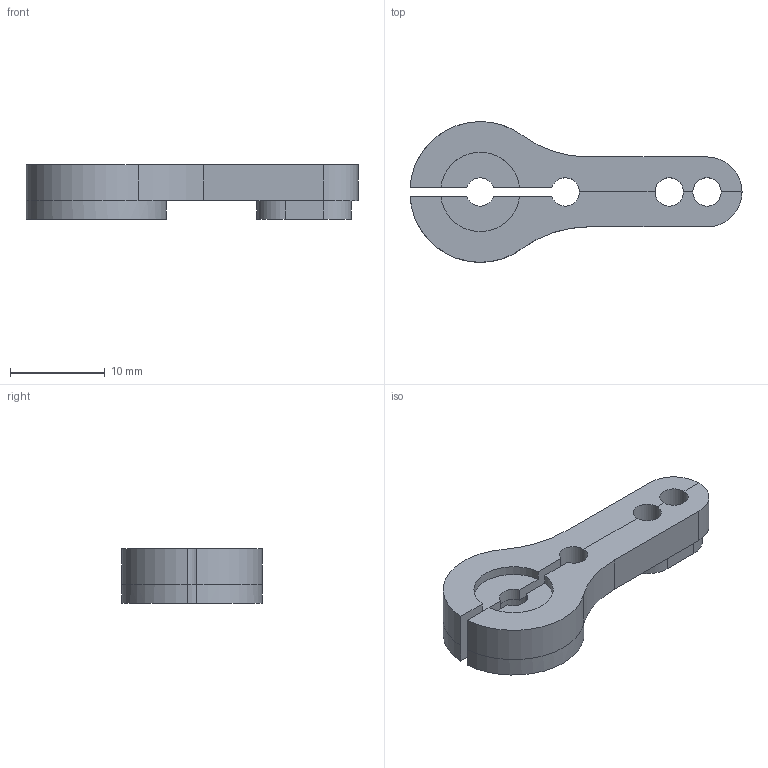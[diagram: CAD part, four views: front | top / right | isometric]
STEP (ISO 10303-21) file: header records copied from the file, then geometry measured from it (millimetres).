
FILE_DESCRIPTION(('FreeCAD Model'),'2;1');
FILE_NAME('Open CASCADE Shape Model','2023-10-29T15:17:22',(''),(''), 'Open CASCADE STEP processor 7.5','FreeCAD','Unknown');
FILE_SCHEMA(('AUTOMOTIVE_DESIGN { 1 0 10303 214 1 1 1 1 }'));
Length unit declared in the file: millimetre
Products named in the file (1): Horn1
Bounding box: 35.13 x 14.9 x 5.8 mm (x, y, z)
Volume: 1370.3 mm3; surface area: 1373.3 mm2
Topology: 1 solids, 1 shells, 38 faces, 108 edges, 70 vertices
Faces by surface type: cylinder 19, plane 19
Full cylindrical faces by diameter (mm): 3 x2
Entity records: 2739 total; most frequent: CARTESIAN_POINT 547, DIRECTION 427, LINE 238, VECTOR 238, ORIENTED_EDGE 216, PCURVE 216, DEFINITIONAL_REPRESENTATION 216, EDGE_CURVE 108
